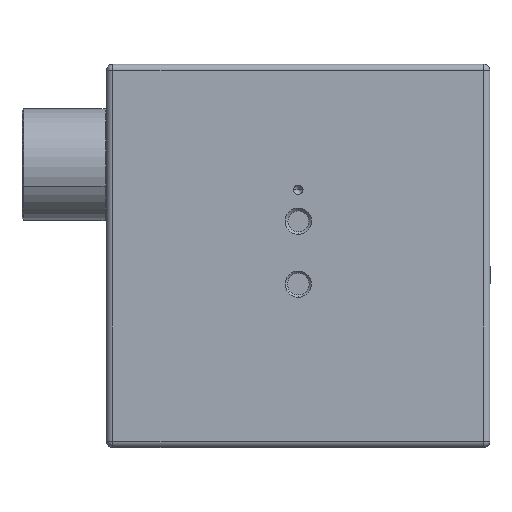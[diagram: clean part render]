
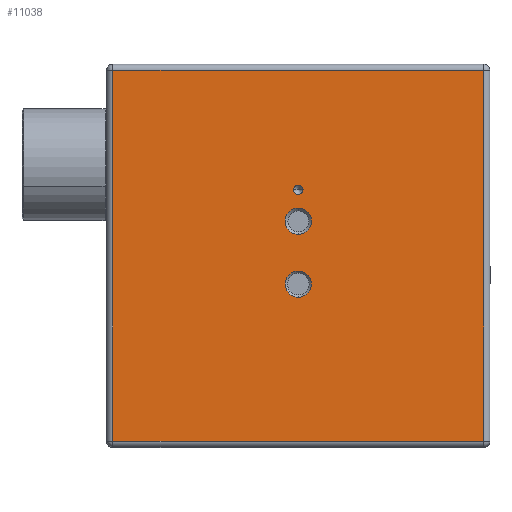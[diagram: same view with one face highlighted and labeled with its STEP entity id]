
A CAD part, front view. The second image highlights one B-rep face of the part: STEP entity #11038.
In plain terms, the highlighted planar face has unit normal (0, -1, 0).
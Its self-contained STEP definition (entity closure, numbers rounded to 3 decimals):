
#351 = CARTESIAN_POINT ( 'NONE',  ( 30.5, -32.5, -60. ) ) ;
#491 = DIRECTION ( 'NONE',  ( 0., 0., -1. ) ) ;
#1008 = CARTESIAN_POINT ( 'NONE',  ( -30.5, -32.5, -1. ) ) ;
#1293 = DIRECTION ( 'NONE',  ( 0., -1., 0. ) ) ;
#1626 = VECTOR ( 'NONE', #4042, 1000. ) ;
#1716 = FACE_OUTER_BOUND ( 'NONE', #25636, .T. ) ;
#1992 = CARTESIAN_POINT ( 'NONE',  ( 0., -32.5, -22.9 ) ) ;
#2354 = CARTESIAN_POINT ( 'NONE',  ( 0., -32.5, -25. ) ) ;
#2692 = DIRECTION ( 'NONE',  ( 0., 0., -1. ) ) ;
#2892 = AXIS2_PLACEMENT_3D ( 'NONE', #23149, #1293, #26831 ) ;
#3373 = VERTEX_POINT ( 'NONE', #43549 ) ;
#4042 = DIRECTION ( 'NONE',  ( 1., 0., 0. ) ) ;
#4126 = LINE ( 'NONE', #4171, #11563 ) ;
#4171 = CARTESIAN_POINT ( 'NONE',  ( -29.5, -32.5, -61. ) ) ;
#4481 = ORIENTED_EDGE ( 'NONE', *, *, #40134, .F. ) ;
#4715 = DIRECTION ( 'NONE',  ( -1., 0., 0. ) ) ;
#4917 = CARTESIAN_POINT ( 'NONE',  ( -0.75, -32.5, -20. ) ) ;
#5554 = CARTESIAN_POINT ( 'NONE',  ( -29.5, -32.5, -60. ) ) ;
#6053 = DIRECTION ( 'NONE',  ( 0., 0., -1. ) ) ;
#6481 = EDGE_CURVE ( 'NONE', #3373, #28885, #36430, .T. ) ;
#7565 = VERTEX_POINT ( 'NONE', #13532 ) ;
#8011 = CARTESIAN_POINT ( 'NONE',  ( 0., -32.5, -20. ) ) ;
#8206 = VERTEX_POINT ( 'NONE', #46734 ) ;
#8241 = ORIENTED_EDGE ( 'NONE', *, *, #6481, .F. ) ;
#8288 = ORIENTED_EDGE ( 'NONE', *, *, #31910, .T. ) ;
#8850 = EDGE_LOOP ( 'NONE', ( #42382, #21543 ) ) ;
#9891 = DIRECTION ( 'NONE',  ( 1., 0., 0. ) ) ;
#11038 = ADVANCED_FACE ( 'NONE', ( #1716, #11429, #30838, #39329 ), #35227, .T. ) ;
#11429 = FACE_BOUND ( 'NONE', #18849, .T. ) ;
#11563 = VECTOR ( 'NONE', #491, 1000. ) ;
#11684 = DIRECTION ( 'NONE',  ( 1., 0., 0. ) ) ;
#12171 = EDGE_CURVE ( 'NONE', #40533, #8206, #22174, .T. ) ;
#12230 = ORIENTED_EDGE ( 'NONE', *, *, #41499, .T. ) ;
#13323 = AXIS2_PLACEMENT_3D ( 'NONE', #24392, #31723, #9891 ) ;
#13378 = VERTEX_POINT ( 'NONE', #45200 ) ;
#13532 = CARTESIAN_POINT ( 'NONE',  ( 0., -32.5, -32.917 ) ) ;
#13860 = AXIS2_PLACEMENT_3D ( 'NONE', #14208, #39656, #17870 ) ;
#14208 = CARTESIAN_POINT ( 'NONE',  ( 0., -32.5, -25. ) ) ;
#14745 = CARTESIAN_POINT ( 'NONE',  ( 0., -32.5, -27.1 ) ) ;
#15431 = CIRCLE ( 'NONE', #28371, 2.083 ) ;
#15465 = EDGE_CURVE ( 'NONE', #16839, #18464, #32266, .T. ) ;
#16839 = VERTEX_POINT ( 'NONE', #14745 ) ;
#17584 = ORIENTED_EDGE ( 'NONE', *, *, #40984, .F. ) ;
#17781 = CARTESIAN_POINT ( 'NONE',  ( 29.5, -32.5, -1. ) ) ;
#17870 = DIRECTION ( 'NONE',  ( 0., 0., -1. ) ) ;
#18464 = VERTEX_POINT ( 'NONE', #1992 ) ;
#18849 = EDGE_LOOP ( 'NONE', ( #8241, #17584 ) ) ;
#18967 = DIRECTION ( 'NONE',  ( 0., 0., 1. ) ) ;
#19184 = CARTESIAN_POINT ( 'NONE',  ( 0., -32.5, -20. ) ) ;
#21187 = EDGE_CURVE ( 'NONE', #29080, #13378, #24487, .T. ) ;
#21543 = ORIENTED_EDGE ( 'NONE', *, *, #38729, .F. ) ;
#22174 = LINE ( 'NONE', #351, #1626 ) ;
#22748 = EDGE_LOOP ( 'NONE', ( #40384, #4481 ) ) ;
#22849 = DIRECTION ( 'NONE',  ( 1., 0., 0. ) ) ;
#23149 = CARTESIAN_POINT ( 'NONE',  ( 0., -32.5, -35. ) ) ;
#24027 = ORIENTED_EDGE ( 'NONE', *, *, #21187, .T. ) ;
#24392 = CARTESIAN_POINT ( 'NONE',  ( 30.5, -32.5, -61. ) ) ;
#24419 = AXIS2_PLACEMENT_3D ( 'NONE', #2354, #27885, #6053 ) ;
#24487 = LINE ( 'NONE', #1008, #42695 ) ;
#24553 = DIRECTION ( 'NONE',  ( 0., -1., 0. ) ) ;
#25636 = EDGE_LOOP ( 'NONE', ( #8288, #32250, #12230, #24027 ) ) ;
#26831 = DIRECTION ( 'NONE',  ( 0., 0., -1. ) ) ;
#27188 = CIRCLE ( 'NONE', #45051, 0.75 ) ;
#27448 = CARTESIAN_POINT ( 'NONE',  ( 0., -32.5, -37.083 ) ) ;
#27719 = AXIS2_PLACEMENT_3D ( 'NONE', #8011, #33507, #11684 ) ;
#27885 = DIRECTION ( 'NONE',  ( 0., -1., 0. ) ) ;
#28371 = AXIS2_PLACEMENT_3D ( 'NONE', #46350, #24553, #2692 ) ;
#28885 = VERTEX_POINT ( 'NONE', #4917 ) ;
#28922 = LINE ( 'NONE', #44442, #47130 ) ;
#29080 = VERTEX_POINT ( 'NONE', #17781 ) ;
#30838 = FACE_BOUND ( 'NONE', #22748, .T. ) ;
#31723 = DIRECTION ( 'NONE',  ( 0., -1., 0. ) ) ;
#31910 = EDGE_CURVE ( 'NONE', #13378, #40533, #4126, .T. ) ;
#32250 = ORIENTED_EDGE ( 'NONE', *, *, #12171, .T. ) ;
#32266 = CIRCLE ( 'NONE', #24419, 2.1 ) ;
#33407 = EDGE_CURVE ( 'NONE', #44729, #7565, #15431, .T. ) ;
#33507 = DIRECTION ( 'NONE',  ( 0., -1., 0. ) ) ;
#35227 = PLANE ( 'NONE',  #13323 ) ;
#36430 = CIRCLE ( 'NONE', #27719, 0.75 ) ;
#36484 = CIRCLE ( 'NONE', #13860, 2.1 ) ;
#37481 = CIRCLE ( 'NONE', #2892, 2.083 ) ;
#38729 = EDGE_CURVE ( 'NONE', #18464, #16839, #36484, .T. ) ;
#39329 = FACE_BOUND ( 'NONE', #8850, .T. ) ;
#39656 = DIRECTION ( 'NONE',  ( 0., -1., 0. ) ) ;
#40134 = EDGE_CURVE ( 'NONE', #7565, #44729, #37481, .T. ) ;
#40384 = ORIENTED_EDGE ( 'NONE', *, *, #33407, .F. ) ;
#40533 = VERTEX_POINT ( 'NONE', #5554 ) ;
#40984 = EDGE_CURVE ( 'NONE', #28885, #3373, #27188, .T. ) ;
#41499 = EDGE_CURVE ( 'NONE', #8206, #29080, #28922, .T. ) ;
#42382 = ORIENTED_EDGE ( 'NONE', *, *, #15465, .F. ) ;
#42695 = VECTOR ( 'NONE', #4715, 1000. ) ;
#43549 = CARTESIAN_POINT ( 'NONE',  ( 0.75, -32.5, -20. ) ) ;
#44442 = CARTESIAN_POINT ( 'NONE',  ( 29.5, -32.5, -61. ) ) ;
#44652 = DIRECTION ( 'NONE',  ( 0., -1., 0. ) ) ;
#44729 = VERTEX_POINT ( 'NONE', #27448 ) ;
#45051 = AXIS2_PLACEMENT_3D ( 'NONE', #19184, #44652, #22849 ) ;
#45200 = CARTESIAN_POINT ( 'NONE',  ( -29.5, -32.5, -1. ) ) ;
#46350 = CARTESIAN_POINT ( 'NONE',  ( 0., -32.5, -35. ) ) ;
#46734 = CARTESIAN_POINT ( 'NONE',  ( 29.5, -32.5, -60. ) ) ;
#47130 = VECTOR ( 'NONE', #18967, 1000. ) ;
